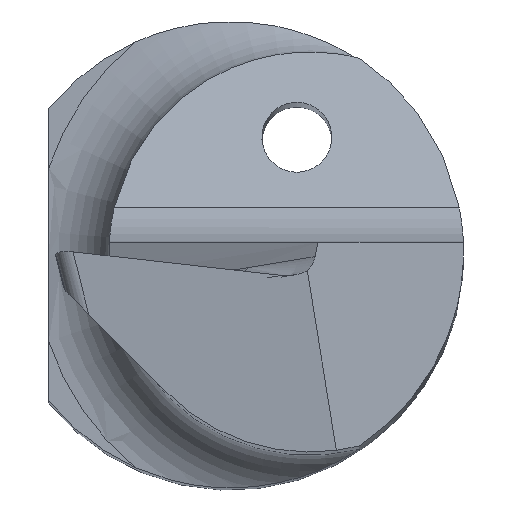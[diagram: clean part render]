
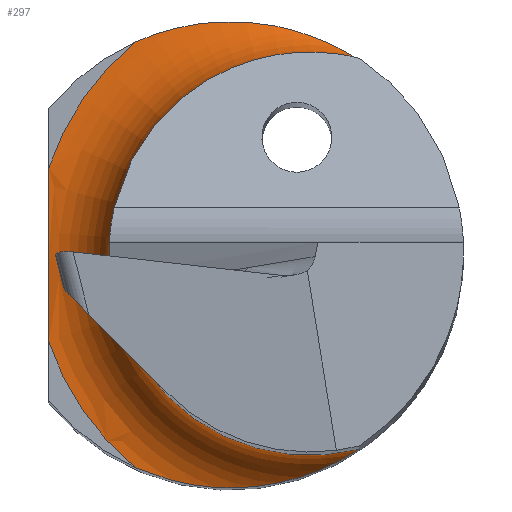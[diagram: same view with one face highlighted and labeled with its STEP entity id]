
A CAD part, top view. The second image highlights one B-rep face of the part: STEP entity #297.
In plain terms, the highlighted toroidal (fillet/blend) face has major radius 2.95 mm and minor radius 0.8 mm.
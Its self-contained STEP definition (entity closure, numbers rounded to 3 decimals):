
#12 = AXIS2_PLACEMENT_3D ( 'NONE', #218, #213, #339 ) ;
#38 = CARTESIAN_POINT ( 'NONE',  ( 0.447, 2.462, 14.892 ) ) ;
#52 = ORIENTED_EDGE ( 'NONE', *, *, #153, .T. ) ;
#63 = EDGE_CURVE ( 'NONE', #137, #239, #312, .T. ) ;
#64 = CARTESIAN_POINT ( 'NONE',  ( -0.583, -2.442, 14.757 ) ) ;
#83 = CARTESIAN_POINT ( 'NONE',  ( 1.365, -2.095, 15.434 ) ) ;
#114 = CARTESIAN_POINT ( 'NONE',  ( -1.95, 0.929, 14.75 ) ) ;
#123 = CARTESIAN_POINT ( 'NONE',  ( -0.804, -2.379, 14.75 ) ) ;
#129 = DIRECTION ( 'NONE',  ( 0., 0., -1. ) ) ;
#137 = VERTEX_POINT ( 'NONE', #114 ) ;
#144 = CARTESIAN_POINT ( 'NONE',  ( 1.382, -2.083, 15.55 ) ) ;
#150 = AXIS2_PLACEMENT_3D ( 'NONE', #594, #129, #719 ) ;
#153 = EDGE_CURVE ( 'NONE', #328, #409, #526, .T. ) ;
#162 = CARTESIAN_POINT ( 'NONE',  ( -0.805, 2.378, 14.75 ) ) ;
#169 = EDGE_CURVE ( 'NONE', #409, #137, #221, .T. ) ;
#180 = CARTESIAN_POINT ( 'NONE',  ( 0.872, -2.345, 15.025 ) ) ;
#190 = CARTESIAN_POINT ( 'NONE',  ( -1.95, -0.929, 14.75 ) ) ;
#213 = DIRECTION ( 'NONE',  ( 0., 0., 1. ) ) ;
#218 = CARTESIAN_POINT ( 'NONE',  ( 0.85, 0., 14.75 ) ) ;
#221 = CIRCLE ( 'NONE', #799, 2.95 ) ;
#239 = VERTEX_POINT ( 'NONE', #190 ) ;
#243 = CARTESIAN_POINT ( 'NONE',  ( -0.123, 2.508, 14.793 ) ) ;
#251 = CARTESIAN_POINT ( 'NONE',  ( 0.111, 2.508, 14.823 ) ) ;
#268 = CARTESIAN_POINT ( 'NONE',  ( 1.312, -2.128, 15.335 ) ) ;
#294 = CIRCLE ( 'NONE', #517, 2.15 ) ;
#297 = ADVANCED_FACE ( 'NONE', ( #715 ), #628, .F. ) ;
#301 = DIRECTION ( 'NONE',  ( 0., 0., 1. ) ) ;
#307 = VERTEX_POINT ( 'NONE', #855 ) ;
#310 = CARTESIAN_POINT ( 'NONE',  ( -0.578, 2.443, 14.757 ) ) ;
#312 = B_SPLINE_CURVE_WITH_KNOTS ( 'NONE', 3,
 ( #350, #548, #820, #485, #489, #681 ),
 .UNSPECIFIED., .F., .F.,
 ( 4, 2, 4 ),
 ( 0., 0.001, 0.002 ),
 .UNSPECIFIED. ) ;
#328 = VERTEX_POINT ( 'NONE', #858 ) ;
#329 = CARTESIAN_POINT ( 'NONE',  ( -0.123, -2.5, 14.796 ) ) ;
#335 = CARTESIAN_POINT ( 'NONE',  ( 0.443, -2.463, 14.891 ) ) ;
#339 = DIRECTION ( 'NONE',  ( 1., 0., 0. ) ) ;
#350 = CARTESIAN_POINT ( 'NONE',  ( -1.95, 0.929, 14.75 ) ) ;
#364 = CARTESIAN_POINT ( 'NONE',  ( 1.312, 2.128, 15.336 ) ) ;
#370 = CARTESIAN_POINT ( 'NONE',  ( 1.161, 2.216, 15.18 ) ) ;
#381 = EDGE_LOOP ( 'NONE', ( #52, #750, #683, #387, #545, #671 ) ) ;
#387 = ORIENTED_EDGE ( 'NONE', *, *, #834, .T. ) ;
#406 = CARTESIAN_POINT ( 'NONE',  ( 0.85, 0., 15.55 ) ) ;
#409 = VERTEX_POINT ( 'NONE', #413 ) ;
#413 = CARTESIAN_POINT ( 'NONE',  ( -1.018, 2.284, 14.75 ) ) ;
#425 = CARTESIAN_POINT ( 'NONE',  ( 1.277, -2.15, 15.293 ) ) ;
#453 = CARTESIAN_POINT ( 'NONE',  ( 1.068, -2.263, 15.122 ) ) ;
#454 = CARTESIAN_POINT ( 'NONE',  ( 0.77, 2.381, 14.986 ) ) ;
#475 = CIRCLE ( 'NONE', #12, 2.95 ) ;
#485 = CARTESIAN_POINT ( 'NONE',  ( -1.95, -0.31, 14.764 ) ) ;
#489 = CARTESIAN_POINT ( 'NONE',  ( -1.95, -0.619, 14.75 ) ) ;
#502 = CARTESIAN_POINT ( 'NONE',  ( 1.277, 2.15, 15.293 ) ) ;
#511 = CARTESIAN_POINT ( 'NONE',  ( 1.068, 2.263, 15.123 ) ) ;
#517 = AXIS2_PLACEMENT_3D ( 'NONE', #406, #550, #745 ) ;
#526 = B_SPLINE_CURVE_WITH_KNOTS ( 'NONE', 3,
 ( #638, #773, #582, #364, #502, #370, #511, #769, #454, #707, #38, #251, #243, #310, #162, #765 ),
 .UNSPECIFIED., .F., .F.,
 ( 4, 2, 2, 2, 2, 2, 2, 4 ),
 ( 0., 0., 0., 0.001, 0.001, 0.001, 0.002, 0.003 ),
 .UNSPECIFIED. ) ;
#545 = ORIENTED_EDGE ( 'NONE', *, *, #727, .T. ) ;
#548 = CARTESIAN_POINT ( 'NONE',  ( -1.95, 0.619, 14.75 ) ) ;
#550 = DIRECTION ( 'NONE',  ( 0., 0., -1. ) ) ;
#582 = CARTESIAN_POINT ( 'NONE',  ( 1.365, 2.095, 15.434 ) ) ;
#593 = CARTESIAN_POINT ( 'NONE',  ( 0.219, -2.493, 14.845 ) ) ;
#594 = CARTESIAN_POINT ( 'NONE',  ( 0.85, 0., 15.55 ) ) ;
#598 = CARTESIAN_POINT ( 'NONE',  ( 0.769, -2.381, 14.986 ) ) ;
#616 = CARTESIAN_POINT ( 'NONE',  ( -1.018, -2.284, 14.75 ) ) ;
#628 = TOROIDAL_SURFACE ( 'NONE', #150, 2.95, 0.8 ) ;
#638 = CARTESIAN_POINT ( 'NONE',  ( 1.382, 2.083, 15.55 ) ) ;
#656 = CARTESIAN_POINT ( 'NONE',  ( -0.24, -2.491, 14.784 ) ) ;
#662 = CARTESIAN_POINT ( 'NONE',  ( -1.018, -2.284, 14.75 ) ) ;
#671 = ORIENTED_EDGE ( 'NONE', *, *, #817, .T. ) ;
#681 = CARTESIAN_POINT ( 'NONE',  ( -1.95, -0.929, 14.75 ) ) ;
#683 = ORIENTED_EDGE ( 'NONE', *, *, #63, .T. ) ;
#684 = CARTESIAN_POINT ( 'NONE',  ( 1.161, -2.216, 15.18 ) ) ;
#702 = DIRECTION ( 'NONE',  ( 1., 0., 0. ) ) ;
#707 = CARTESIAN_POINT ( 'NONE',  ( 0.556, 2.44, 14.92 ) ) ;
#712 = CARTESIAN_POINT ( 'NONE',  ( 0.85, 0., 14.75 ) ) ;
#715 = FACE_OUTER_BOUND ( 'NONE', #381, .T. ) ;
#719 = DIRECTION ( 'NONE',  ( 1., 0., 0. ) ) ;
#727 = EDGE_CURVE ( 'NONE', #744, #307, #735, .T. ) ;
#735 = B_SPLINE_CURVE_WITH_KNOTS ( 'NONE', 3,
 ( #662, #123, #64, #656, #329, #772, #593, #335, #854, #598, #180, #453, #684, #425, #268, #83, #861, #144 ),
 .UNSPECIFIED., .F., .F.,
 ( 4, 2, 2, 2, 2, 2, 2, 2, 4 ),
 ( 0., 0.001, 0.001, 0.001, 0.002, 0.002, 0.002, 0.003, 0.003 ),
 .UNSPECIFIED. ) ;
#744 = VERTEX_POINT ( 'NONE', #616 ) ;
#745 = DIRECTION ( 'NONE',  ( 1., 0., 0. ) ) ;
#750 = ORIENTED_EDGE ( 'NONE', *, *, #169, .T. ) ;
#765 = CARTESIAN_POINT ( 'NONE',  ( -1.018, 2.284, 14.75 ) ) ;
#769 = CARTESIAN_POINT ( 'NONE',  ( 0.874, 2.344, 15.026 ) ) ;
#772 = CARTESIAN_POINT ( 'NONE',  ( 0.106, -2.5, 14.827 ) ) ;
#773 = CARTESIAN_POINT ( 'NONE',  ( 1.382, 2.083, 15.491 ) ) ;
#799 = AXIS2_PLACEMENT_3D ( 'NONE', #712, #301, #702 ) ;
#817 = EDGE_CURVE ( 'NONE', #307, #328, #294, .T. ) ;
#820 = CARTESIAN_POINT ( 'NONE',  ( -1.95, 0.31, 14.764 ) ) ;
#834 = EDGE_CURVE ( 'NONE', #239, #744, #475, .T. ) ;
#854 = CARTESIAN_POINT ( 'NONE',  ( 0.555, -2.44, 14.919 ) ) ;
#855 = CARTESIAN_POINT ( 'NONE',  ( 1.382, -2.083, 15.55 ) ) ;
#858 = CARTESIAN_POINT ( 'NONE',  ( 1.382, 2.083, 15.55 ) ) ;
#861 = CARTESIAN_POINT ( 'NONE',  ( 1.382, -2.083, 15.491 ) ) ;
